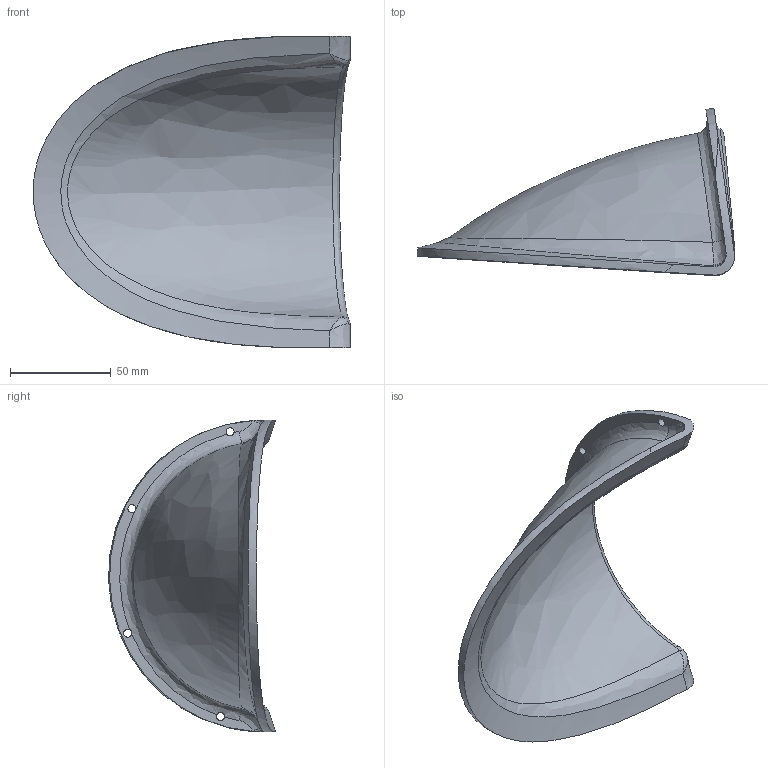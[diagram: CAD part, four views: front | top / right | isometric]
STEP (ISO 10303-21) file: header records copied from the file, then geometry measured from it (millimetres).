
FILE_DESCRIPTION(/* description */ (''),/* implementation_level */ '2;1');
FILE_NAME(/* name */ 'Ø125 long model SE30-40.stp',/* time_stamp */ '2015-10-15T09:38:58+02:00',/* author */ ('elvira'),/* organization */ (''),/* preprocessor_version */ 'ST-DEVELOPER v15.6',/* originating_system */ 'Autodesk Inventor 2015',/* authorisation */ '');
FILE_SCHEMA (('AUTOMOTIVE_DESIGN { 1 0 10303 214 3 1 1 }'));
Length unit declared in the file: millimetre
Products named in the file (1): Ø125 long model SE30-40
Bounding box: 157.37 x 82.69 x 154.35 mm (x, y, z)
Volume: 122225.8 mm3; surface area: 58303.4 mm2
Topology: 1 solids, 1 shells, 38 faces, 109 edges, 67 vertices
Faces by surface type: bspline 27, cylinder 7, plane 4
Full cylindrical faces by diameter (mm): 4 x4
Entity records: 2937 total; most frequent: CARTESIAN_POINT 2122, ORIENTED_EDGE 198, EDGE_CURVE 99, DIRECTION 78, B_SPLINE_CURVE_WITH_KNOTS 72, VERTEX_POINT 63, EDGE_LOOP 46, STYLED_ITEM 39
